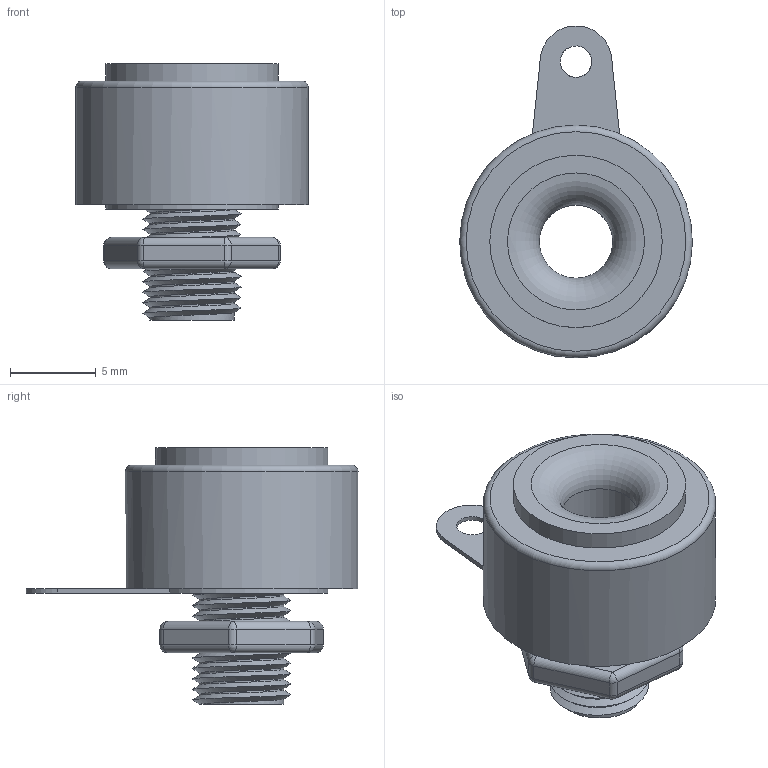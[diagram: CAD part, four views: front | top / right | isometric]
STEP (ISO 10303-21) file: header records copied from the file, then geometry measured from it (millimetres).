
FILE_DESCRIPTION(/* description */ ('Unknown'),/* implementation_level */ '2;1');
FILE_NAME(/* name */ 'Banana Connector - 4.00mm - Short - Green',/* time_stamp */ '2018-12-05T16:42:37-05:00',/* author */ ('Unknown'),/* organization */ ('Unknown'),/* preprocessor_version */ 'ST-DEVELOPER v16.7',/* originating_system */ 'DEX',/* authorisation */ $);
FILE_SCHEMA (('AP242_MANAGED_MODEL_BASED_3D_ENGINEERING_MIM_LF { 1 0 10303 442 1 1 4 }','AUTOMOTIVE_DESIGN {1 0 10303 214 3 1 1}'));
Length unit declared in the file: millimetre
Products named in the file (1): Banana Connector - 4.00mm - Short - Green
Bounding box: 13.54 x 19.32 x 14.94 mm (x, y, z)
Volume: 868.5 mm3; surface area: 1518.5 mm2
Topology: 1 solids, 21 shells, 244 faces, 561 edges, 353 vertices
Faces by surface type: plane 153, bspline 43, cylinder 34, sphere 12, torus 2
Full cylindrical faces by diameter (mm): 1.829 x1, 4.269 x1, 4.917 x6, 6.401 x1, 8.562 x1, 10.033 x1, 13.538 x1
Entity records: 10939 total; most frequent: CARTESIAN_POINT 4679, ORIENTED_EDGE 1026, DIRECTION 690, EDGE_CURVE 513, VERTEX_POINT 336, EDGE_LOOP 273, FACE_BOUND 273, B_SPLINE_CURVE_WITH_KNOTS 268
